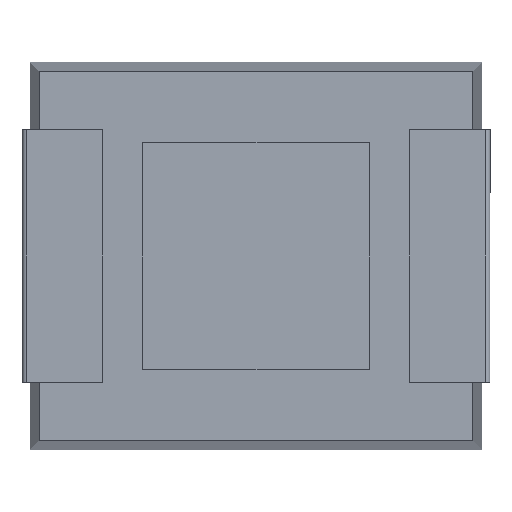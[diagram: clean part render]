
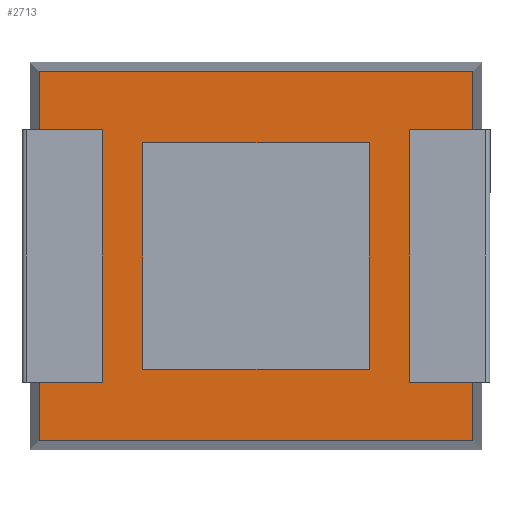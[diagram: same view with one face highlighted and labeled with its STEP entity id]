
A CAD part, front view. The second image highlights one B-rep face of the part: STEP entity #2713.
In plain terms, the highlighted planar face has unit normal (0, -1, 0).
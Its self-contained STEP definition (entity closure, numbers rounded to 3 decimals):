
#20 = ORIENTED_EDGE ( 'NONE', *, *, #3168, .F. ) ;
#53 = ORIENTED_EDGE ( 'NONE', *, *, #1721, .F. ) ;
#170 = VERTEX_POINT ( 'NONE', #2857 ) ;
#186 = CARTESIAN_POINT ( 'NONE',  ( 1.83, 0., -4.99 ) ) ;
#222 = DIRECTION ( 'NONE',  ( 1., 0., 0. ) ) ;
#227 = EDGE_CURVE ( 'NONE', #2588, #2797, #435, .T. ) ;
#372 = DIRECTION ( 'NONE',  ( 1., 0., 0. ) ) ;
#390 = EDGE_CURVE ( 'NONE', #400, #3222, #3854, .T. ) ;
#400 = VERTEX_POINT ( 'NONE', #2171 ) ;
#435 = LINE ( 'NONE', #496, #529 ) ;
#496 = CARTESIAN_POINT ( 'NONE',  ( 7.187, 0., 0. ) ) ;
#529 = VECTOR ( 'NONE', #3381, 1000. ) ;
#564 = CARTESIAN_POINT ( 'NONE',  ( 0., 0., -6.147 ) ) ;
#587 = LINE ( 'NONE', #2441, #1746 ) ;
#629 = VECTOR ( 'NONE', #1158, 1000. ) ;
#822 = EDGE_CURVE ( 'NONE', #170, #1470, #1201, .T. ) ;
#825 = LINE ( 'NONE', #3349, #2692 ) ;
#870 = CARTESIAN_POINT ( 'NONE',  ( 1.83, 0., -1.31 ) ) ;
#931 = VECTOR ( 'NONE', #3796, 1000. ) ;
#992 = ORIENTED_EDGE ( 'NONE', *, *, #390, .F. ) ;
#1038 = ORIENTED_EDGE ( 'NONE', *, *, #2688, .F. ) ;
#1103 = ORIENTED_EDGE ( 'NONE', *, *, #2736, .F. ) ;
#1143 = CARTESIAN_POINT ( 'NONE',  ( 0.153, 0., 0. ) ) ;
#1158 = DIRECTION ( 'NONE',  ( 0., 0., 1. ) ) ;
#1196 = DIRECTION ( 'NONE',  ( 0., 0., -1. ) ) ;
#1201 = LINE ( 'NONE', #3799, #2419 ) ;
#1377 = ORIENTED_EDGE ( 'NONE', *, *, #3268, .F. ) ;
#1407 = FACE_BOUND ( 'NONE', #3823, .T. ) ;
#1470 = VERTEX_POINT ( 'NONE', #870 ) ;
#1511 = ORIENTED_EDGE ( 'NONE', *, *, #227, .F. ) ;
#1521 = PLANE ( 'NONE',  #2794 ) ;
#1698 = VERTEX_POINT ( 'NONE', #3007 ) ;
#1721 = EDGE_CURVE ( 'NONE', #1470, #2440, #825, .T. ) ;
#1746 = VECTOR ( 'NONE', #372, 1000. ) ;
#2118 = DIRECTION ( 'NONE',  ( 0., -1., 0. ) ) ;
#2171 = CARTESIAN_POINT ( 'NONE',  ( 0.153, 0., -6.147 ) ) ;
#2402 = DIRECTION ( 'NONE',  ( 0., 0., -1. ) ) ;
#2419 = VECTOR ( 'NONE', #3157, 1000. ) ;
#2440 = VERTEX_POINT ( 'NONE', #3194 ) ;
#2441 = CARTESIAN_POINT ( 'NONE',  ( 0., 0., -0.153 ) ) ;
#2443 = CARTESIAN_POINT ( 'NONE',  ( 7.187, 0., -6.147 ) ) ;
#2588 = VERTEX_POINT ( 'NONE', #2934 ) ;
#2672 = DIRECTION ( 'NONE',  ( -1., 0., 0. ) ) ;
#2688 = EDGE_CURVE ( 'NONE', #2440, #1698, #3850, .T. ) ;
#2692 = VECTOR ( 'NONE', #2402, 1000. ) ;
#2694 = CARTESIAN_POINT ( 'NONE',  ( 0.153, 0., -0.153 ) ) ;
#2699 = CARTESIAN_POINT ( 'NONE',  ( 0., 0., 0. ) ) ;
#2707 = LINE ( 'NONE', #3189, #931 ) ;
#2713 = ADVANCED_FACE ( 'NONE', ( #3279, #1407 ), #1521, .T. ) ;
#2736 = EDGE_CURVE ( 'NONE', #2797, #400, #3078, .T. ) ;
#2794 = AXIS2_PLACEMENT_3D ( 'NONE', #2699, #2118, #1196 ) ;
#2797 = VERTEX_POINT ( 'NONE', #2443 ) ;
#2857 = CARTESIAN_POINT ( 'NONE',  ( 5.51, 0., -1.31 ) ) ;
#2934 = CARTESIAN_POINT ( 'NONE',  ( 7.187, 0., -0.153 ) ) ;
#3007 = CARTESIAN_POINT ( 'NONE',  ( 5.51, 0., -4.99 ) ) ;
#3078 = LINE ( 'NONE', #564, #3320 ) ;
#3157 = DIRECTION ( 'NONE',  ( -1., 0., 0. ) ) ;
#3162 = ORIENTED_EDGE ( 'NONE', *, *, #822, .F. ) ;
#3168 = EDGE_CURVE ( 'NONE', #1698, #170, #2707, .T. ) ;
#3189 = CARTESIAN_POINT ( 'NONE',  ( 5.51, 0., -1.31 ) ) ;
#3194 = CARTESIAN_POINT ( 'NONE',  ( 1.83, 0., -4.99 ) ) ;
#3222 = VERTEX_POINT ( 'NONE', #2694 ) ;
#3268 = EDGE_CURVE ( 'NONE', #3222, #2588, #587, .T. ) ;
#3279 = FACE_OUTER_BOUND ( 'NONE', #3569, .T. ) ;
#3320 = VECTOR ( 'NONE', #2672, 1000. ) ;
#3349 = CARTESIAN_POINT ( 'NONE',  ( 1.83, 0., -1.31 ) ) ;
#3381 = DIRECTION ( 'NONE',  ( 0., 0., -1. ) ) ;
#3559 = VECTOR ( 'NONE', #222, 1000. ) ;
#3569 = EDGE_LOOP ( 'NONE', ( #992, #1103, #1511, #1377 ) ) ;
#3796 = DIRECTION ( 'NONE',  ( 0., 0., 1. ) ) ;
#3799 = CARTESIAN_POINT ( 'NONE',  ( 1.83, 0., -1.31 ) ) ;
#3823 = EDGE_LOOP ( 'NONE', ( #3162, #20, #1038, #53 ) ) ;
#3850 = LINE ( 'NONE', #186, #3559 ) ;
#3854 = LINE ( 'NONE', #1143, #629 ) ;
